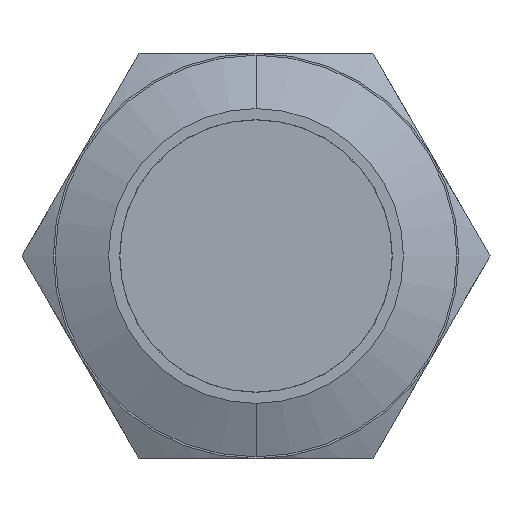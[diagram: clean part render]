
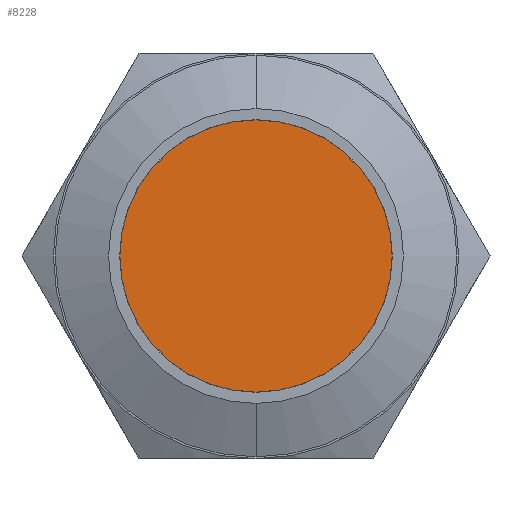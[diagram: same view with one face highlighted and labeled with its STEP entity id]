
A CAD part, left-side view. The second image highlights one B-rep face of the part: STEP entity #8228.
In plain terms, the highlighted planar face has unit normal (-1, 0, 0).
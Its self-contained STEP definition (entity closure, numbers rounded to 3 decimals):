
#32 = AXIS2_PLACEMENT_3D ( 'NONE', #2768, #8448, #7817 ) ;
#91 = ORIENTED_EDGE ( 'NONE', *, *, #9298, .T. ) ;
#216 = DIRECTION ( 'NONE',  ( 0., 0., 1. ) ) ;
#1387 = VERTEX_POINT ( 'NONE', #2567 ) ;
#1528 = AXIS2_PLACEMENT_3D ( 'NONE', #7414, #7935, #216 ) ;
#1696 = CARTESIAN_POINT ( 'NONE',  ( 0., 0., 0. ) ) ;
#1789 = CARTESIAN_POINT ( 'NONE',  ( 0., 0., -7.39 ) ) ;
#2019 = FACE_OUTER_BOUND ( 'NONE', #3811, .T. ) ;
#2567 = CARTESIAN_POINT ( 'NONE',  ( 0., 0., 7.39 ) ) ;
#2768 = CARTESIAN_POINT ( 'NONE',  ( 0., 0., 0. ) ) ;
#3374 = PLANE ( 'NONE',  #32 ) ;
#3457 = CIRCLE ( 'NONE', #8466, 7.39 ) ;
#3467 = CIRCLE ( 'NONE', #1528, 7.39 ) ;
#3811 = EDGE_LOOP ( 'NONE', ( #91, #7252 ) ) ;
#4567 = DIRECTION ( 'NONE',  ( 0., 0., 1. ) ) ;
#7252 = ORIENTED_EDGE ( 'NONE', *, *, #8545, .T. ) ;
#7414 = CARTESIAN_POINT ( 'NONE',  ( 0., 0., 0. ) ) ;
#7525 = DIRECTION ( 'NONE',  ( -1., 0., 0. ) ) ;
#7817 = DIRECTION ( 'NONE',  ( 0., 0., -1. ) ) ;
#7894 = VERTEX_POINT ( 'NONE', #1789 ) ;
#7935 = DIRECTION ( 'NONE',  ( -1., 0., 0. ) ) ;
#8228 = ADVANCED_FACE ( 'NONE', ( #2019 ), #3374, .F. ) ;
#8448 = DIRECTION ( 'NONE',  ( 1., 0., 0. ) ) ;
#8466 = AXIS2_PLACEMENT_3D ( 'NONE', #1696, #7525, #4567 ) ;
#8545 = EDGE_CURVE ( 'NONE', #7894, #1387, #3457, .T. ) ;
#9298 = EDGE_CURVE ( 'NONE', #1387, #7894, #3467, .T. ) ;
